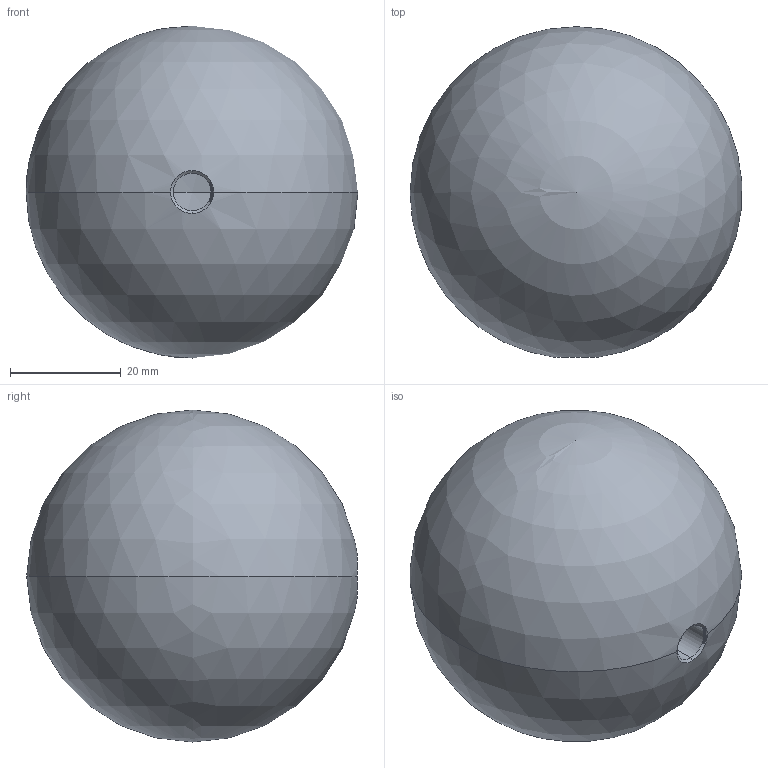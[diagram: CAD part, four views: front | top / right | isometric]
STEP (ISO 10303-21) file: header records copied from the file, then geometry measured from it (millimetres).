
FILE_DESCRIPTION (( 'STEP AP203' ), '1' );
FILE_NAME ('52060-240.STEP', '2016-04-01T13:04:39', ( '' ), ( '' ), 'SwSTEP 2.0', 'SolidWorks 2015', '' );
FILE_SCHEMA (( 'CONFIG_CONTROL_DESIGN' ));
Length unit declared in the file: millimetre
Products named in the file (1): 52060-240
Bounding box: 59.94 x 59.75 x 60 mm (x, y, z)
Volume: 21192.9 mm3; surface area: 21280.3 mm2
Topology: 1 solids, 1 shells, 232 faces, 622 edges, 414 vertices
Faces by surface type: bspline 104, plane 93, cone 27, sphere 4, cylinder 4
Entity records: 12436 total; most frequent: CARTESIAN_POINT 7674, ORIENTED_EDGE 1224, EDGE_CURVE 612, DIRECTION 496, VERTEX_POINT 408, B_SPLINE_CURVE_WITH_KNOTS 392, EDGE_LOOP 258, FACE_OUTER_BOUND 232
